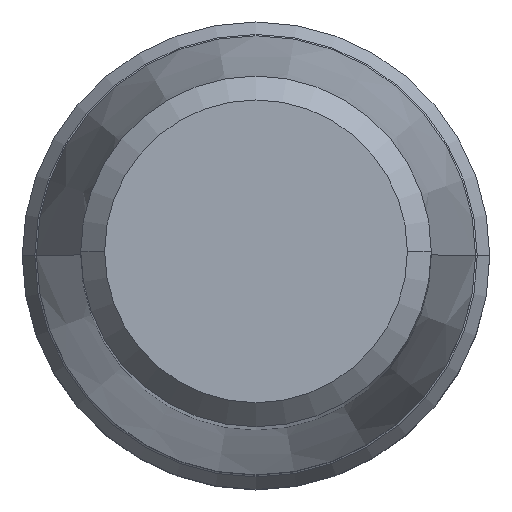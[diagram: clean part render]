
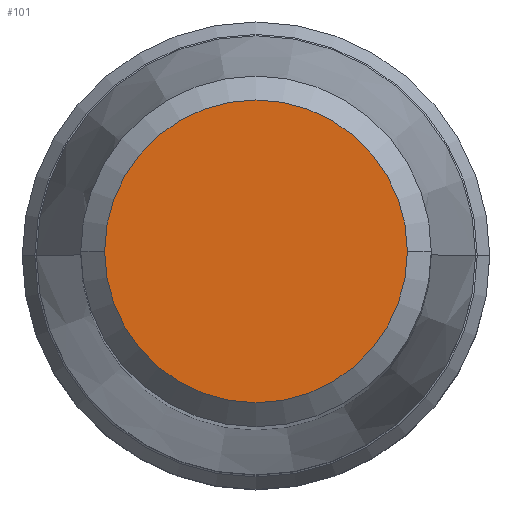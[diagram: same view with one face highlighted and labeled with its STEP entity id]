
A CAD part, top view. The second image highlights one B-rep face of the part: STEP entity #101.
In plain terms, the highlighted planar face has unit normal (0, 0, 1).
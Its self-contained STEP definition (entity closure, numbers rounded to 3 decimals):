
#62=PLANE('',#952);
#101=ADVANCED_FACE('',(#177),#62,.F.);
#177=FACE_OUTER_BOUND('',#229,.T.);
#229=EDGE_LOOP('',(#381,#382));
#381=ORIENTED_EDGE('',*,*,#571,.F.);
#382=ORIENTED_EDGE('',*,*,#573,.F.);
#486=VERTEX_POINT('',#1444);
#487=VERTEX_POINT('',#1446);
#571=EDGE_CURVE('',#486,#487,#647,.T.);
#573=EDGE_CURVE('',#487,#486,#648,.T.);
#647=CIRCLE('',#948,8.225);
#648=CIRCLE('',#950,8.225);
#948=AXIS2_PLACEMENT_3D('',#1445,#1194,#1195);
#950=AXIS2_PLACEMENT_3D('',#1449,#1199,#1200);
#952=AXIS2_PLACEMENT_3D('',#1451,#1203,#1204);
#1194=DIRECTION('',(0.,0.,-1.));
#1195=DIRECTION('',(1.,0.,0.));
#1199=DIRECTION('',(0.,0.,-1.));
#1200=DIRECTION('',(-1.,0.,0.));
#1203=DIRECTION('',(0.,0.,-1.));
#1204=DIRECTION('',(1.,0.,0.));
#1444=CARTESIAN_POINT('',(8.225,0.,0.));
#1445=CARTESIAN_POINT('',(0.,0.,0.));
#1446=CARTESIAN_POINT('',(-8.225,0.,0.));
#1449=CARTESIAN_POINT('',(0.,0.,0.));
#1451=CARTESIAN_POINT('',(0.,0.,0.));
